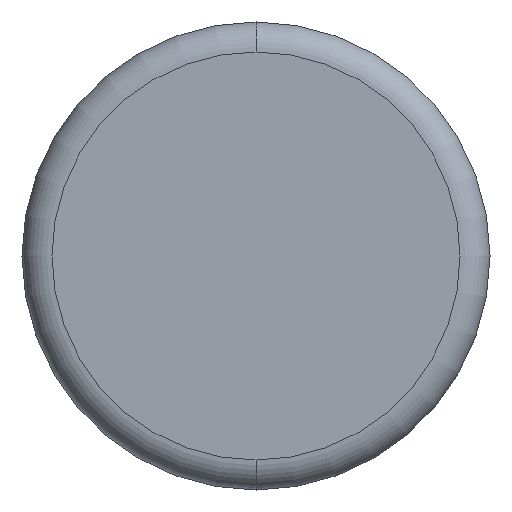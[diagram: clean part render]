
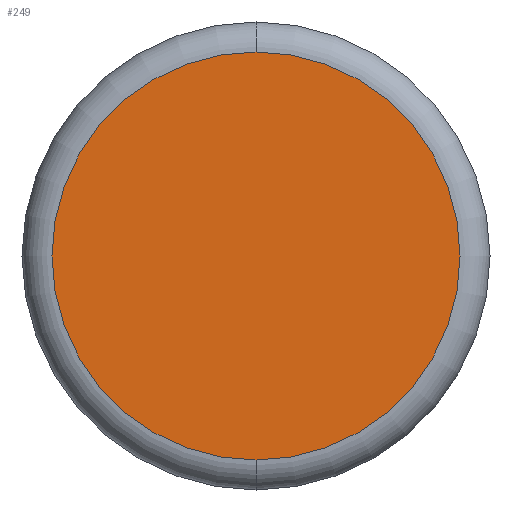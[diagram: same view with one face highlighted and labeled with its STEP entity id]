
A CAD part, front view. The second image highlights one B-rep face of the part: STEP entity #249.
In plain terms, the highlighted planar face has unit normal (0, -1, 0).
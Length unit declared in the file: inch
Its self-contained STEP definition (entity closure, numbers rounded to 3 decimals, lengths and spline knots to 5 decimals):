
#12 = CIRCLE ( 'NONE', #276, 0.13625 ) ;
#74 = AXIS2_PLACEMENT_3D ( 'NONE', #346, #339, #89 ) ;
#78 = VERTEX_POINT ( 'NONE', #341 ) ;
#89 = DIRECTION ( 'NONE',  ( 0., 0., -1. ) ) ;
#158 = EDGE_CURVE ( 'NONE', #278, #78, #378, .T. ) ;
#205 = DIRECTION ( 'NONE',  ( 0., 0., -1. ) ) ;
#214 = DIRECTION ( 'NONE',  ( 0., -1., 0. ) ) ;
#249 = ADVANCED_FACE ( 'NONE', ( #285 ), #340, .T. ) ;
#262 = CARTESIAN_POINT ( 'NONE',  ( 0., 0., 0. ) ) ;
#267 = CARTESIAN_POINT ( 'NONE',  ( 0., 0., 0. ) ) ;
#270 = DIRECTION ( 'NONE',  ( 0., 0., -1. ) ) ;
#272 = ORIENTED_EDGE ( 'NONE', *, *, #158, .T. ) ;
#276 = AXIS2_PLACEMENT_3D ( 'NONE', #267, #214, #270 ) ;
#278 = VERTEX_POINT ( 'NONE', #280 ) ;
#280 = CARTESIAN_POINT ( 'NONE',  ( 0., 0., 0.13625 ) ) ;
#285 = FACE_OUTER_BOUND ( 'NONE', #391, .T. ) ;
#298 = ORIENTED_EDGE ( 'NONE', *, *, #374, .T. ) ;
#339 = DIRECTION ( 'NONE',  ( 0., -1., 0. ) ) ;
#340 = PLANE ( 'NONE',  #74 ) ;
#341 = CARTESIAN_POINT ( 'NONE',  ( 0., 0., -0.13625 ) ) ;
#346 = CARTESIAN_POINT ( 'NONE',  ( 0., 0., 0. ) ) ;
#357 = DIRECTION ( 'NONE',  ( 0., -1., 0. ) ) ;
#374 = EDGE_CURVE ( 'NONE', #78, #278, #12, .T. ) ;
#378 = CIRCLE ( 'NONE', #395, 0.13625 ) ;
#391 = EDGE_LOOP ( 'NONE', ( #298, #272 ) ) ;
#395 = AXIS2_PLACEMENT_3D ( 'NONE', #262, #357, #205 ) ;
